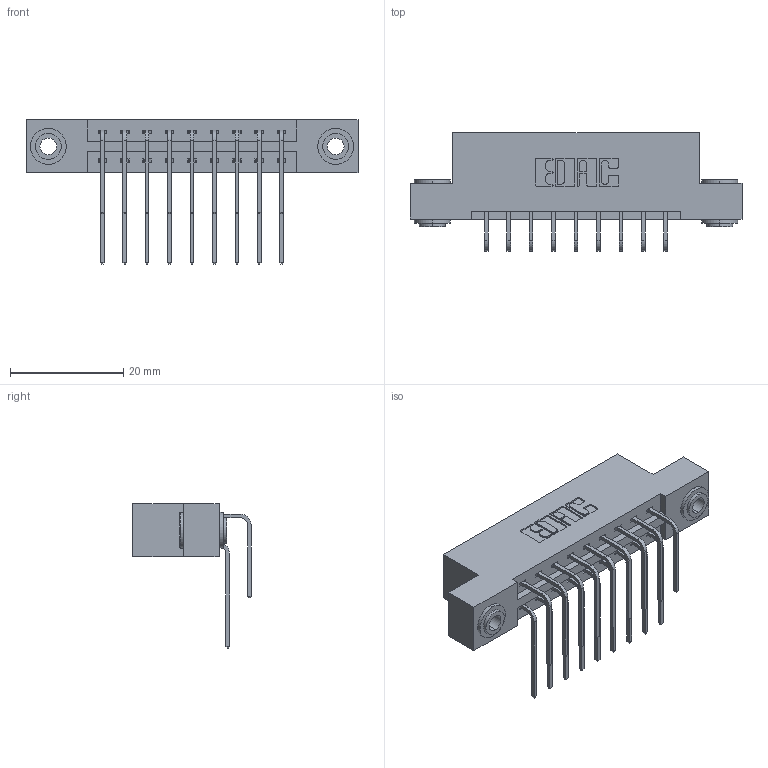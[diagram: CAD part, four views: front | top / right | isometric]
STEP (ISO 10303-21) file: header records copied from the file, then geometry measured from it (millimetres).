
FILE_DESCRIPTION (( 'STEP AP203' ), '1' );
FILE_NAME ('337-018-559-203.STEP', '2018-08-05T06:26:03', ( '' ), ( '' ), 'SwSTEP 2.0', 'SolidWorks 2016', '' );
FILE_SCHEMA (( 'CONFIG_CONTROL_DESIGN' ));
Length unit declared in the file: inch
Products named in the file (5): 345-292-001_558 559 Tail - 1; 345-292-001_559 Tail - 2; 345-250-002_345-250-002-102; 337-018-559-203; 337 Part_Flush Mounting Lugs - 0.156 Dia-TH
Assembly tree (21 placements, depth 2):
  337-018-559-203
    337 Part_Flush Mounting Lugs - 0.156 Dia-TH
    345-292-001_558 559 Tail - 1  x9
    345-292-001_559 Tail - 2  x9
    345-250-002_345-250-002-102  x2
Bounding box: 58.67 x 20.9 x 25.53 mm (x, y, z)
Volume: 5867.5 mm3; surface area: 7058.5 mm2
Topology: 21 solids, 21 shells, 1160 faces, 3393 edges, 2234 vertices
Faces by surface type: plane 800, cylinder 352, cone 8
Entity records: 13680 total; most frequent: CARTESIAN_POINT 2352, ORIENTED_EDGE 2230, DIRECTION 2077, EDGE_CURVE 1115, LINE 923, VECTOR 923, VERTEX_POINT 738, AXIS2_PLACEMENT_3D 577
